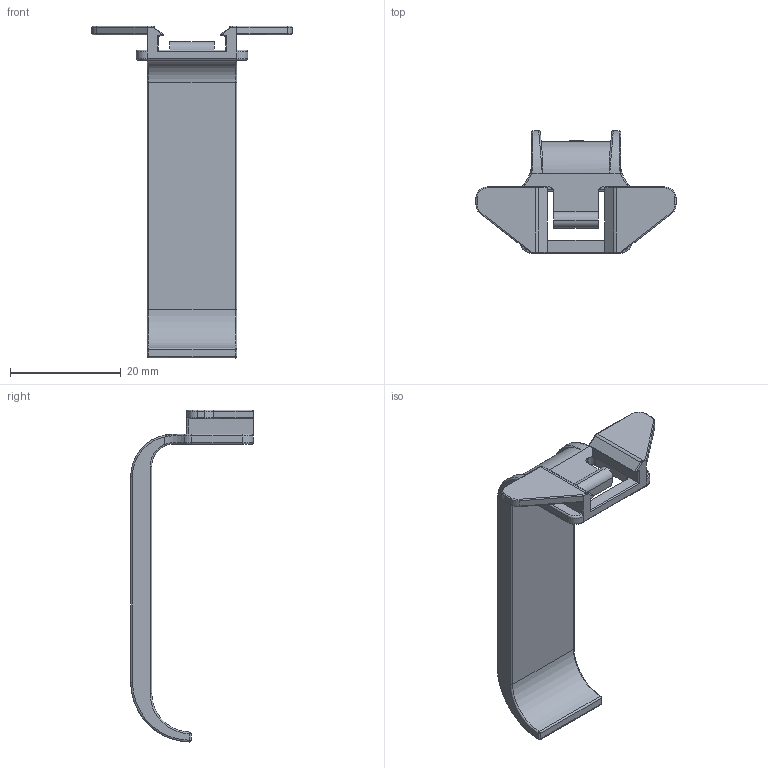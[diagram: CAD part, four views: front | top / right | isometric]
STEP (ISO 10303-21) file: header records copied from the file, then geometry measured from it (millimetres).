
FILE_DESCRIPTION (( 'STEP AP203' ), '1' );
FILE_NAME ('CABLE RETAINER B60 T1_rev.A2.STEP', '2013-11-22T07:57:37', ( 'User' ), ( 'DKC' ), 'SwSTEP 2.0', 'SolidWorks 2012', '' );
FILE_SCHEMA (( 'CONFIG_CONTROL_DESIGN' ));
Length unit declared in the file: millimetre
Products named in the file (1): CABLE RETAINER B60 T1_rev.A2
Bounding box: 36.2 x 22.16 x 60.09 mm (x, y, z)
Volume: 3014.8 mm3; surface area: 3842.9 mm2
Topology: 1 solids, 1 shells, 261 faces, 653 edges, 396 vertices
Faces by surface type: plane 87, cylinder 70, bspline 61, torus 32, cone 6, sphere 5
Entity records: 8285 total; most frequent: CARTESIAN_POINT 2462, ORIENTED_EDGE 1290, DIRECTION 1059, EDGE_CURVE 645, VERTEX_POINT 394, AXIS2_PLACEMENT_3D 365, VECTOR 329, LINE 329
